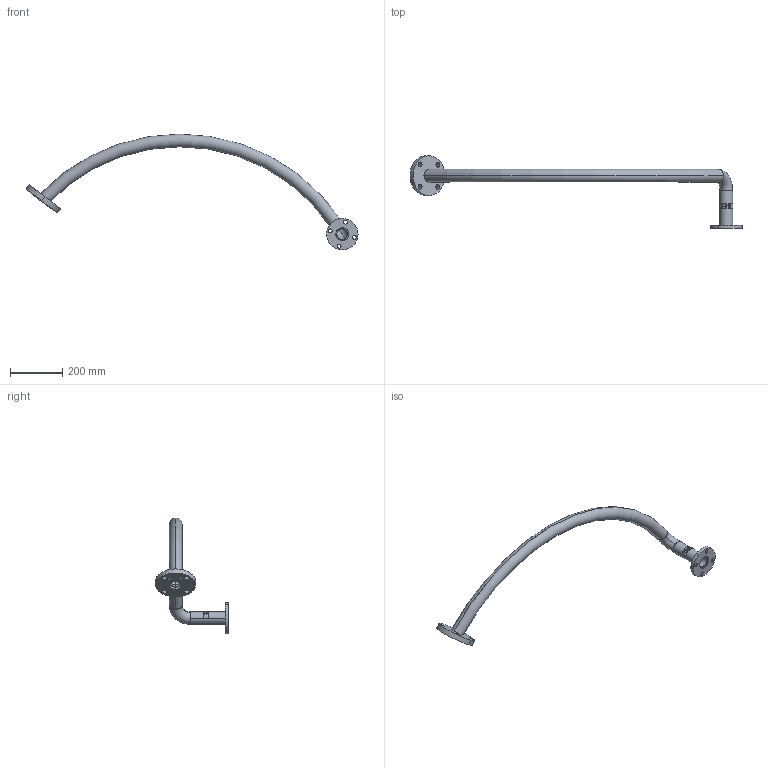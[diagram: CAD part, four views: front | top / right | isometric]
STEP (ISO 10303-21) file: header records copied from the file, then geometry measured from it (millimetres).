
FILE_DESCRIPTION (( 'STEP AP203' ), '1' );
FILE_NAME ('3974-13-50-018_REV_.step', '2026-02-01T23:23:33', ( '' ), ( '' ), 'SwSTEP 2.0', 'SolidWorks 2025', '' );
FILE_SCHEMA (( 'CONFIG_CONTROL_DESIGN' ));
Length unit declared in the file: millimetre
Products named in the file (7): OEM-50-150-B-316L_OEM-50-150-M-316L; OEM-40-LR-40-316L_Default<As Machined>; 3435-50-017-02_Default<As Machined>; 3974-13-50-018_REV_; 3435-50-018-01_Default<As Machined>; OEM-40-JIS5K-P-316L_Default<As Machined>; 3435-50-018-04
Assembly tree (6 placements, depth 2):
  3974-13-50-018_REV_
    3435-50-018-01_Default<As Machined>
    OEM-40-LR-40-316L_Default<As Machined>
    OEM-40-JIS5K-P-316L_Default<As Machined>
    OEM-50-150-B-316L_OEM-50-150-M-316L
    3435-50-017-02_Default<As Machined>
    3435-50-018-04
Bounding box: 1266.4 x 276 x 441.65 mm (x, y, z)
Volume: 1030049 mm3; surface area: 508132.5 mm2
Topology: 6 solids, 6 shells, 119 faces, 292 edges, 194 vertices
Faces by surface type: cylinder 44, bspline 34, plane 30, torus 11
Entity records: 12007 total; most frequent: CARTESIAN_POINT 8646, ORIENTED_EDGE 584, DIRECTION 461, EDGE_CURVE 292, AXIS2_PLACEMENT_3D 201, VERTEX_POINT 194, EDGE_LOOP 154, B_SPLINE_CURVE_WITH_KNOTS 125
